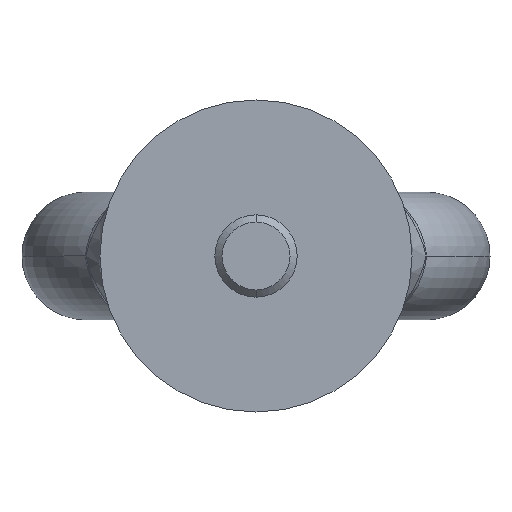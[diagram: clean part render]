
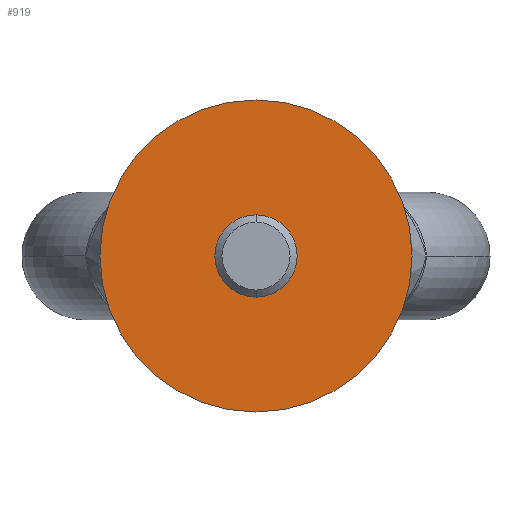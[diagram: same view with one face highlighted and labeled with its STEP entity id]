
A CAD part, front view. The second image highlights one B-rep face of the part: STEP entity #919.
In plain terms, the highlighted planar face has unit normal (0, -1, 0).
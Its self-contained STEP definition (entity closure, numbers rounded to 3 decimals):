
#6 = ORIENTED_EDGE ( 'NONE', *, *, #1216, .F. ) ;
#13 = AXIS2_PLACEMENT_3D ( 'NONE', #859, #104, #253 ) ;
#30 = EDGE_CURVE ( 'NONE', #1514, #813, #929, .T. ) ;
#78 = EDGE_CURVE ( 'NONE', #1560, #633, #819, .T. ) ;
#104 = DIRECTION ( 'NONE',  ( 0., 1., 0. ) ) ;
#121 = CARTESIAN_POINT ( 'NONE',  ( 0., -21., 2.9 ) ) ;
#148 = ORIENTED_EDGE ( 'NONE', *, *, #1346, .F. ) ;
#163 = DIRECTION ( 'NONE',  ( 0., -1., 0. ) ) ;
#174 = AXIS2_PLACEMENT_3D ( 'NONE', #729, #995, #749 ) ;
#184 = DIRECTION ( 'NONE',  ( 0., 0., 1. ) ) ;
#207 = CARTESIAN_POINT ( 'NONE',  ( 0., -21., -11. ) ) ;
#253 = DIRECTION ( 'NONE',  ( 0., 0., 1. ) ) ;
#256 = CARTESIAN_POINT ( 'NONE',  ( 0., -21., -2.9 ) ) ;
#505 = CIRCLE ( 'NONE', #875, 2.9 ) ;
#633 = VERTEX_POINT ( 'NONE', #256 ) ;
#643 = CARTESIAN_POINT ( 'NONE',  ( 0., -21., 11. ) ) ;
#657 = DIRECTION ( 'NONE',  ( 0., 0., 1. ) ) ;
#682 = CARTESIAN_POINT ( 'NONE',  ( 0., -21., 0. ) ) ;
#729 = CARTESIAN_POINT ( 'NONE',  ( 0., -21., 0. ) ) ;
#735 = FACE_OUTER_BOUND ( 'NONE', #1055, .T. ) ;
#749 = DIRECTION ( 'NONE',  ( 0., 0., 1. ) ) ;
#794 = AXIS2_PLACEMENT_3D ( 'NONE', #907, #163, #657 ) ;
#813 = VERTEX_POINT ( 'NONE', #643 ) ;
#819 = CIRCLE ( 'NONE', #794, 2.9 ) ;
#820 = DIRECTION ( 'NONE',  ( 0., 0., 1. ) ) ;
#859 = CARTESIAN_POINT ( 'NONE',  ( 0., -21., 0. ) ) ;
#875 = AXIS2_PLACEMENT_3D ( 'NONE', #900, #1403, #820 ) ;
#900 = CARTESIAN_POINT ( 'NONE',  ( 0., -21., 0. ) ) ;
#907 = CARTESIAN_POINT ( 'NONE',  ( 0., -21., 0. ) ) ;
#919 = ADVANCED_FACE ( 'NONE', ( #735, #1219 ), #1372, .F. ) ;
#929 = CIRCLE ( 'NONE', #1578, 11. ) ;
#942 = ORIENTED_EDGE ( 'NONE', *, *, #78, .F. ) ;
#995 = DIRECTION ( 'NONE',  ( 0., 1., 0. ) ) ;
#1019 = EDGE_LOOP ( 'NONE', ( #942, #6 ) ) ;
#1027 = CIRCLE ( 'NONE', #174, 11. ) ;
#1055 = EDGE_LOOP ( 'NONE', ( #148, #1225 ) ) ;
#1216 = EDGE_CURVE ( 'NONE', #633, #1560, #505, .T. ) ;
#1219 = FACE_BOUND ( 'NONE', #1019, .T. ) ;
#1225 = ORIENTED_EDGE ( 'NONE', *, *, #30, .F. ) ;
#1346 = EDGE_CURVE ( 'NONE', #813, #1514, #1027, .T. ) ;
#1372 = PLANE ( 'NONE',  #13 ) ;
#1403 = DIRECTION ( 'NONE',  ( 0., -1., 0. ) ) ;
#1428 = DIRECTION ( 'NONE',  ( 0., 1., 0. ) ) ;
#1514 = VERTEX_POINT ( 'NONE', #207 ) ;
#1560 = VERTEX_POINT ( 'NONE', #121 ) ;
#1578 = AXIS2_PLACEMENT_3D ( 'NONE', #682, #1428, #184 ) ;
